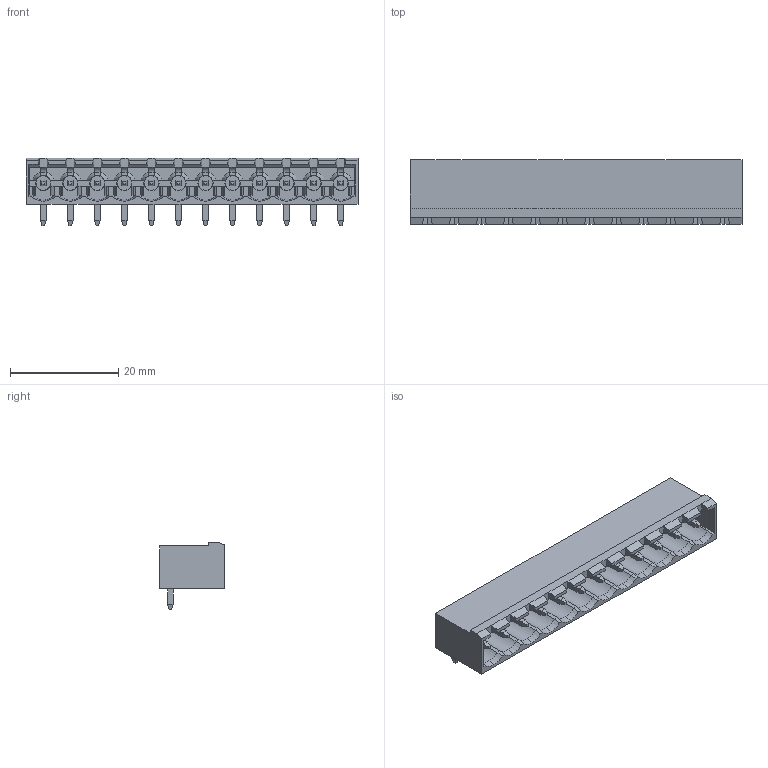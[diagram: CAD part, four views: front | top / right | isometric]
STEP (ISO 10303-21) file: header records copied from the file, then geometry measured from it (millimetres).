
FILE_DESCRIPTION(('FreeCAD Model'),'2;1');
FILE_NAME('Open CASCADE Shape Model','2024-11-11T15:20:23',(''),(''), 'Open CASCADE STEP processor 7.6','FreeCAD','Unknown');
FILE_SCHEMA(('AUTOMOTIVE_DESIGN { 1 0 10303 214 1 1 1 1 }'));
Length unit declared in the file: millimetre
Products named in the file (1): CUI_DEVICES_TBP04R12-500-12BE
Bounding box: 61.4 x 12 x 12.5 mm (x, y, z)
Volume: 2479.4 mm3; surface area: 5140.3 mm2
Topology: 1 solids, 1 shells, 861 faces, 2332 edges, 1485 vertices
Faces by surface type: plane 741, cone 72, cylinder 48
Entity records: 32806 total; most frequent: CARTESIAN_POINT 5231, ORIENTED_EDGE 4664, DIRECTION 4200, EDGE_CURVE 2332, LINE 1900, VECTOR 1900, VERTEX_POINT 1485, AXIS2_PLACEMENT_3D 1150
